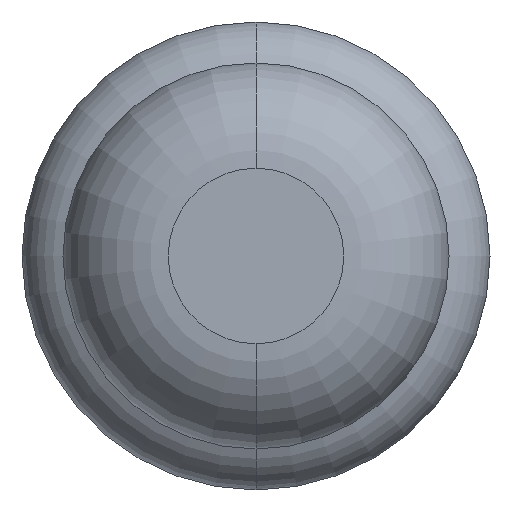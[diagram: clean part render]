
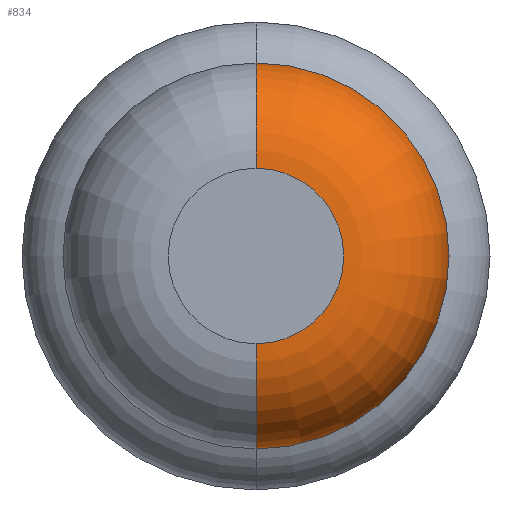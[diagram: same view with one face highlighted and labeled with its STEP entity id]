
A CAD part, front view. The second image highlights one B-rep face of the part: STEP entity #834.
In plain terms, the highlighted toroidal (fillet/blend) face has major radius 0.375 mm and minor radius 0.45 mm.
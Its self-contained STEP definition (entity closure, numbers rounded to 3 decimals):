
#235 = VERTEX_POINT ( 'NONE', #2939 ) ;
#311 = CARTESIAN_POINT ( 'NONE',  ( 0., -26.95, -0.825 ) ) ;
#516 = CIRCLE ( 'NONE', #972, 0.825 ) ;
#540 = AXIS2_PLACEMENT_3D ( 'NONE', #1837, #888, #1788 ) ;
#616 = DIRECTION ( 'NONE',  ( 0., 0., 1. ) ) ;
#773 = EDGE_CURVE ( 'NONE', #2045, #235, #1100, .T. ) ;
#834 = ADVANCED_FACE ( 'Defeature ausgef�hrt1_8', ( #2522 ), #1193, .T. ) ;
#888 = DIRECTION ( 'NONE',  ( -1., 0., 0. ) ) ;
#893 = CARTESIAN_POINT ( 'NONE',  ( 0., -27.4, 0. ) ) ;
#972 = AXIS2_PLACEMENT_3D ( 'NONE', #3761, #1929, #1035 ) ;
#1035 = DIRECTION ( 'NONE',  ( 0., 0., 1. ) ) ;
#1100 = CIRCLE ( 'NONE', #540, 0.45 ) ;
#1159 = AXIS2_PLACEMENT_3D ( 'NONE', #3396, #2767, #616 ) ;
#1193 = TOROIDAL_SURFACE ( 'NONE', #1159, 0.375, 0.45 ) ;
#1407 = EDGE_CURVE ( 'NONE', #2846, #2098, #3331, .T. ) ;
#1459 = EDGE_CURVE ( 'Defeature ausgef�hrt1_9+Defeature ausgef�hrt1_8+Defeature ausgef�hrt1_8+Defeature ausgef�hrt1_8', #235, #2098, #516, .T. ) ;
#1718 = ORIENTED_EDGE ( 'NONE', *, *, #1407, .T. ) ;
#1767 = CARTESIAN_POINT ( 'NONE',  ( 0., -27.4, -0.375 ) ) ;
#1788 = DIRECTION ( 'NONE',  ( 0., 0., 1. ) ) ;
#1837 = CARTESIAN_POINT ( 'NONE',  ( 0., -26.95, 0.375 ) ) ;
#1852 = CIRCLE ( 'NONE', #2600, 0.375 ) ;
#1929 = DIRECTION ( 'NONE',  ( 0., 1., 0. ) ) ;
#2045 = VERTEX_POINT ( 'NONE', #2075 ) ;
#2075 = CARTESIAN_POINT ( 'NONE',  ( 0., -27.4, 0.375 ) ) ;
#2098 = VERTEX_POINT ( 'NONE', #311 ) ;
#2116 = DIRECTION ( 'NONE',  ( 0., 0., 1. ) ) ;
#2180 = ORIENTED_EDGE ( 'NONE', *, *, #773, .F. ) ;
#2325 = AXIS2_PLACEMENT_3D ( 'NONE', #2469, #2769, #2720 ) ;
#2469 = CARTESIAN_POINT ( 'NONE',  ( 0., -26.95, -0.375 ) ) ;
#2522 = FACE_OUTER_BOUND ( 'NONE', #2728, .T. ) ;
#2600 = AXIS2_PLACEMENT_3D ( 'NONE', #893, #3321, #2116 ) ;
#2720 = DIRECTION ( 'NONE',  ( 0., 0., -1. ) ) ;
#2728 = EDGE_LOOP ( 'NONE', ( #3772, #1718, #2911, #2180 ) ) ;
#2767 = DIRECTION ( 'NONE',  ( 0., 1., 0. ) ) ;
#2769 = DIRECTION ( 'NONE',  ( 1., 0., 0. ) ) ;
#2846 = VERTEX_POINT ( 'NONE', #1767 ) ;
#2911 = ORIENTED_EDGE ( 'NONE', *, *, #1459, .F. ) ;
#2939 = CARTESIAN_POINT ( 'NONE',  ( 0., -26.95, 0.825 ) ) ;
#3321 = DIRECTION ( 'NONE',  ( 0., 1., 0. ) ) ;
#3331 = CIRCLE ( 'NONE', #2325, 0.45 ) ;
#3396 = CARTESIAN_POINT ( 'NONE',  ( 0., -26.95, 0. ) ) ;
#3761 = CARTESIAN_POINT ( 'NONE',  ( 0., -26.95, 0. ) ) ;
#3772 = ORIENTED_EDGE ( 'NONE', *, *, #3783, .T. ) ;
#3783 = EDGE_CURVE ( 'Defeature ausgef�hrt1_8+Defeature ausgef�hrt1_7+Defeature ausgef�hrt1_7+Defeature ausgef�hrt1_7', #2045, #2846, #1852, .T. ) ;
